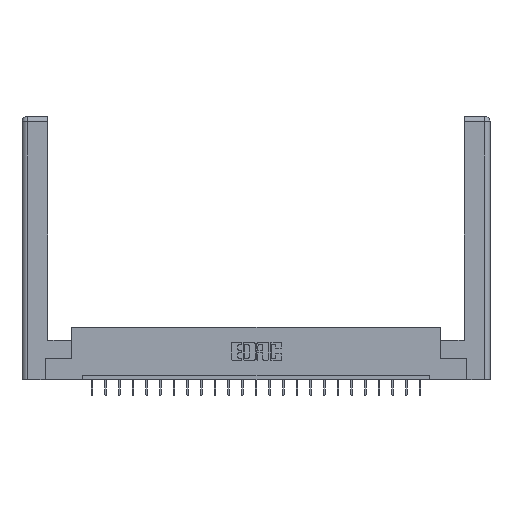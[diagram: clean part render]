
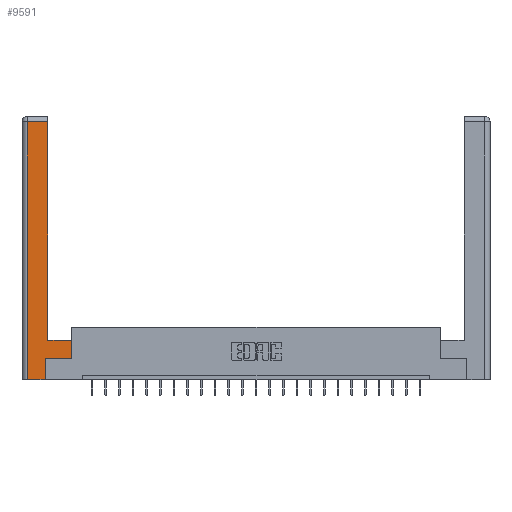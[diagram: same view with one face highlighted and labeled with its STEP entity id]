
A CAD part, top view. The second image highlights one B-rep face of the part: STEP entity #9591.
In plain terms, the highlighted planar face has unit normal (0, 0, 1).
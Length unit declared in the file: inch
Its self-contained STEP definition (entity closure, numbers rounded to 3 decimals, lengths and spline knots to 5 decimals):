
#20 = CARTESIAN_POINT ( 'NONE',  ( 0.0615, 2.94, 0. ) ) ;
#110 = VECTOR ( 'NONE', #19165, 39.37008 ) ;
#240 = VERTEX_POINT ( 'NONE', #16011 ) ;
#473 = VERTEX_POINT ( 'NONE', #3915 ) ;
#1168 = ORIENTED_EDGE ( 'NONE', *, *, #12042, .T. ) ;
#1433 = CARTESIAN_POINT ( 'NONE',  ( 0.265, 0., 0. ) ) ;
#1737 = DIRECTION ( 'NONE',  ( 0., 1., 0. ) ) ;
#2118 = VECTOR ( 'NONE', #13910, 39.37008 ) ;
#2530 = FACE_OUTER_BOUND ( 'NONE', #20358, .T. ) ;
#3915 = CARTESIAN_POINT ( 'NONE',  ( 0.565, 0.45, 0. ) ) ;
#4360 = LINE ( 'NONE', #12337, #19341 ) ;
#4690 = ORIENTED_EDGE ( 'NONE', *, *, #13736, .T. ) ;
#4702 = VECTOR ( 'NONE', #16016, 39.37008 ) ;
#5078 = CARTESIAN_POINT ( 'NONE',  ( 0.265, 0.245, 0. ) ) ;
#5116 = EDGE_CURVE ( 'NONE', #9744, #17523, #13863, .T. ) ;
#5481 = VERTEX_POINT ( 'NONE', #12664 ) ;
#5529 = LINE ( 'NONE', #10412, #2118 ) ;
#5847 = EDGE_CURVE ( 'NONE', #473, #14745, #22040, .T. ) ;
#7957 = DIRECTION ( 'NONE',  ( -1., 0., 0. ) ) ;
#8090 = LINE ( 'NONE', #12519, #4702 ) ;
#8327 = LINE ( 'NONE', #18638, #13997 ) ;
#8734 = VECTOR ( 'NONE', #23518, 39.37008 ) ;
#9209 = CARTESIAN_POINT ( 'NONE',  ( 0.295, 0.45, 0. ) ) ;
#9317 = DIRECTION ( 'NONE',  ( -1., 0., 0. ) ) ;
#9402 = PLANE ( 'NONE',  #11803 ) ;
#9591 = ADVANCED_FACE ( 'NONE', ( #2530 ), #9402, .F. ) ;
#9744 = VERTEX_POINT ( 'NONE', #1433 ) ;
#10412 = CARTESIAN_POINT ( 'NONE',  ( 0.295, 3., 0. ) ) ;
#10669 = CARTESIAN_POINT ( 'NONE',  ( 0.565, 0.45, 0. ) ) ;
#10849 = VERTEX_POINT ( 'NONE', #22079 ) ;
#11601 = EDGE_CURVE ( 'NONE', #18711, #5481, #8090, .T. ) ;
#11803 = AXIS2_PLACEMENT_3D ( 'NONE', #22043, #21739, #9317 ) ;
#12042 = EDGE_CURVE ( 'NONE', #14745, #240, #5529, .T. ) ;
#12337 = CARTESIAN_POINT ( 'NONE',  ( 0.565, 0.245, 0. ) ) ;
#12519 = CARTESIAN_POINT ( 'NONE',  ( 0.0615, 0., 0. ) ) ;
#12594 = CARTESIAN_POINT ( 'NONE',  ( 0.295, 0.45, 0. ) ) ;
#12664 = CARTESIAN_POINT ( 'NONE',  ( 0.0615, 0., 0. ) ) ;
#12744 = DIRECTION ( 'NONE',  ( 1., 0., 0. ) ) ;
#13416 = ORIENTED_EDGE ( 'NONE', *, *, #5847, .T. ) ;
#13736 = EDGE_CURVE ( 'NONE', #17523, #10849, #4360, .T. ) ;
#13810 = EDGE_CURVE ( 'NONE', #10849, #473, #16249, .T. ) ;
#13863 = LINE ( 'NONE', #19956, #21716 ) ;
#13910 = DIRECTION ( 'NONE',  ( 0., 1., 0. ) ) ;
#13997 = VECTOR ( 'NONE', #7957, 39.37008 ) ;
#14244 = DIRECTION ( 'NONE',  ( 0., 1., 0. ) ) ;
#14745 = VERTEX_POINT ( 'NONE', #9209 ) ;
#16011 = CARTESIAN_POINT ( 'NONE',  ( 0.295, 2.94, 0. ) ) ;
#16016 = DIRECTION ( 'NONE',  ( 0., -1., 0. ) ) ;
#16249 = LINE ( 'NONE', #10669, #23025 ) ;
#17523 = VERTEX_POINT ( 'NONE', #5078 ) ;
#18256 = LINE ( 'NONE', #22825, #110 ) ;
#18638 = CARTESIAN_POINT ( 'NONE',  ( 0.0615, 2.94, 0. ) ) ;
#18711 = VERTEX_POINT ( 'NONE', #20 ) ;
#18724 = ORIENTED_EDGE ( 'NONE', *, *, #13810, .T. ) ;
#19043 = EDGE_CURVE ( 'NONE', #240, #18711, #8327, .T. ) ;
#19165 = DIRECTION ( 'NONE',  ( 1., 0., 0. ) ) ;
#19200 = EDGE_CURVE ( 'NONE', #5481, #9744, #18256, .T. ) ;
#19237 = ORIENTED_EDGE ( 'NONE', *, *, #11601, .T. ) ;
#19341 = VECTOR ( 'NONE', #12744, 39.37008 ) ;
#19956 = CARTESIAN_POINT ( 'NONE',  ( 0.265, 0.245, 0. ) ) ;
#20358 = EDGE_LOOP ( 'NONE', ( #1168, #21224, #19237, #22840, #20863, #4690, #18724, #13416 ) ) ;
#20863 = ORIENTED_EDGE ( 'NONE', *, *, #5116, .T. ) ;
#21224 = ORIENTED_EDGE ( 'NONE', *, *, #19043, .T. ) ;
#21716 = VECTOR ( 'NONE', #1737, 39.37008 ) ;
#21739 = DIRECTION ( 'NONE',  ( 0., 0., -1. ) ) ;
#22040 = LINE ( 'NONE', #12594, #8734 ) ;
#22043 = CARTESIAN_POINT ( 'NONE',  ( 0., 0., 0. ) ) ;
#22079 = CARTESIAN_POINT ( 'NONE',  ( 0.565, 0.245, 0. ) ) ;
#22825 = CARTESIAN_POINT ( 'NONE',  ( 0.265, 0., 0. ) ) ;
#22840 = ORIENTED_EDGE ( 'NONE', *, *, #19200, .T. ) ;
#23025 = VECTOR ( 'NONE', #14244, 39.37008 ) ;
#23518 = DIRECTION ( 'NONE',  ( -1., 0., 0. ) ) ;
